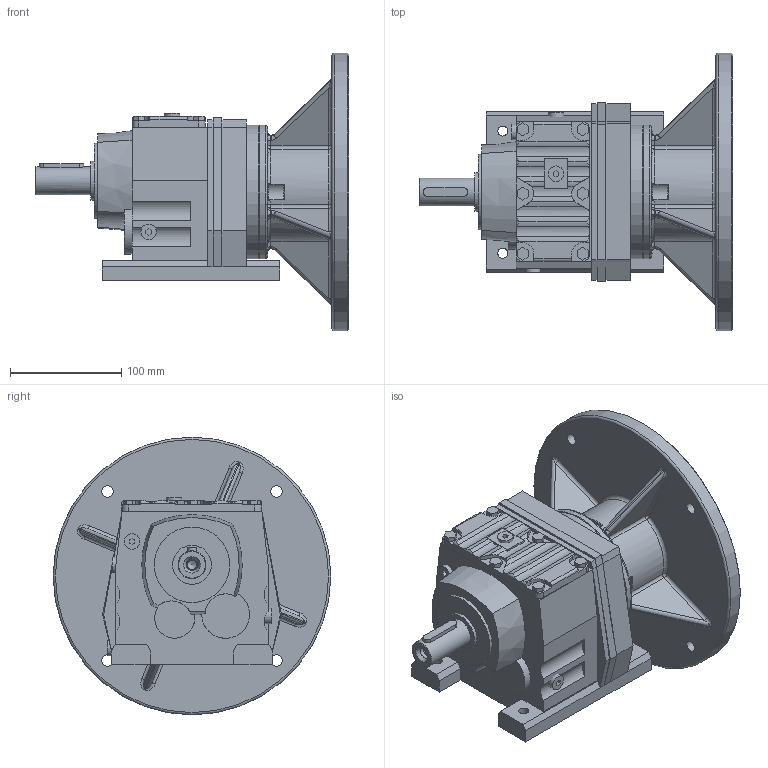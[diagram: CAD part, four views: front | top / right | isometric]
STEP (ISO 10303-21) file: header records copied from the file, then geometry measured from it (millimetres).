
FILE_DESCRIPTION(('STEP AP203'), '1');
FILE_NAME('凎劌膷闉 R37', '', ('UNSPECIFIED'), ('UNSPECIFIED'), 'ASCON STEP Converter 1.3', 'ASCON Math Kernel', '');
FILE_SCHEMA(('CONFIG_CONTROL_DESIGN'));
Length unit declared in the file: millimetre
Products named in the file (10): 1; 2; 3; 4; 5; 6; 7; 8
Assembly tree (9 placements, depth 2):
  (unnamed)
    1
    2
    3
    4
    5
    6
    7
    (unnamed)
    8
Bounding box: 282 x 250 x 250 mm (x, y, z)
Volume: 3225251.7 mm3; surface area: 330757.3 mm2
Topology: 9 solids, 9 shells, 563 faces, 1344 edges, 812 vertices
Faces by surface type: plane 275, cylinder 156, bspline 64, torus 43, cone 25
Full cylindrical faces by diameter (mm): 6 x4, 7 x4, 8.5 x2, 9 x4, 10.25 x4, 10.5 x1, 12 x1, 14 x5, 25 x1, 35 x1, 62 x1, 68 x2, 75 x3, 76 x1, 78 x1, 80 x2, 82 x1, 120 x2, 178 x1, 180 x1, 250 x1
Entity records: 25663 total; most frequent: CARTESIAN_POINT 8273, ORIENTED_EDGE 2506, DIRECTION 2493, EDGE_CURVE 1253, AXIS2_PLACEMENT_3D 898, VERTEX_POINT 811, LINE 697, VECTOR 697
